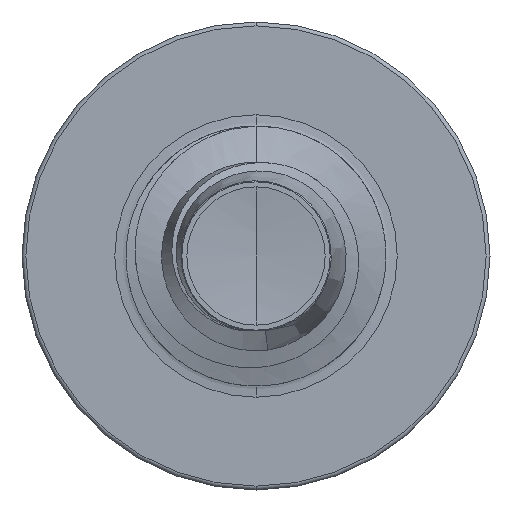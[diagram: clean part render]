
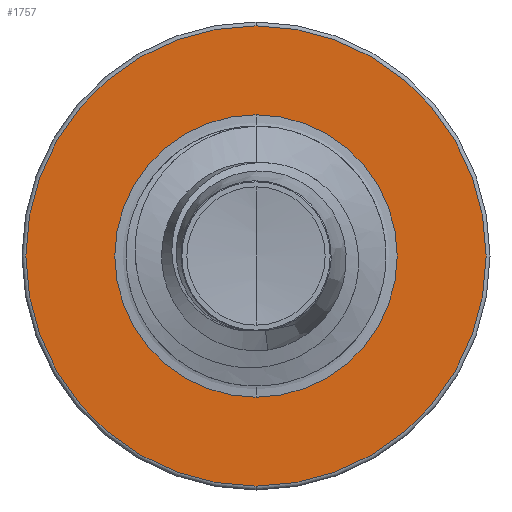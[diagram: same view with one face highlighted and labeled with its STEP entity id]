
A CAD part, front view. The second image highlights one B-rep face of the part: STEP entity #1757.
In plain terms, the highlighted planar face has unit normal (0, -1, 0).
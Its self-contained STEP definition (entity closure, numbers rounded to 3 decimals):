
#886 = FACE_BOUND ( 'NONE', #6363, .T. ) ;
#1124 = CARTESIAN_POINT ( 'NONE',  ( 0., 2.5, -1.086 ) ) ;
#1618 = DIRECTION ( 'NONE',  ( 0., 0., 1. ) ) ;
#1624 = DIRECTION ( 'NONE',  ( 0., 1., 0. ) ) ;
#1669 = CARTESIAN_POINT ( 'NONE',  ( 0., 2.5, -1.086 ) ) ;
#1757 = ADVANCED_FACE ( 'NONE', ( #3251, #886 ), #3117, .F. ) ;
#2267 = VERTEX_POINT ( 'NONE', #1124 ) ;
#2474 = CIRCLE ( 'NONE', #4009, 1.77 ) ;
#2677 = AXIS2_PLACEMENT_3D ( 'NONE', #7410, #7408, #7400 ) ;
#3117 = PLANE ( 'NONE',  #7106 ) ;
#3251 = FACE_OUTER_BOUND ( 'NONE', #5447, .T. ) ;
#3313 = CIRCLE ( 'NONE', #3851, 1.77 ) ;
#3851 = AXIS2_PLACEMENT_3D ( 'NONE', #5647, #5638, #5630 ) ;
#3865 = VERTEX_POINT ( 'NONE', #5869 ) ;
#4009 = AXIS2_PLACEMENT_3D ( 'NONE', #6585, #6563, #6549 ) ;
#4268 = EDGE_CURVE ( 'NONE', #3865, #2267, #7495, .T. ) ;
#4416 = CARTESIAN_POINT ( 'NONE',  ( 0., 2.5, -1.77 ) ) ;
#4423 = CARTESIAN_POINT ( 'NONE',  ( 0., 2.5, 1.77 ) ) ;
#5061 = CIRCLE ( 'NONE', #2677, 1.086 ) ;
#5307 = EDGE_CURVE ( 'NONE', #2267, #3865, #5061, .T. ) ;
#5403 = DIRECTION ( 'NONE',  ( 0., 0., 1. ) ) ;
#5408 = DIRECTION ( 'NONE',  ( 0., 1., 0. ) ) ;
#5409 = CARTESIAN_POINT ( 'NONE',  ( 0., 2.5, 0. ) ) ;
#5447 = EDGE_LOOP ( 'NONE', ( #6727, #6743 ) ) ;
#5571 = EDGE_CURVE ( 'NONE', #5937, #6009, #2474, .T. ) ;
#5630 = DIRECTION ( 'NONE',  ( 0., 0., 1. ) ) ;
#5638 = DIRECTION ( 'NONE',  ( 0., 1., 0. ) ) ;
#5647 = CARTESIAN_POINT ( 'NONE',  ( 0., 2.5, 0. ) ) ;
#5822 = EDGE_CURVE ( 'NONE', #6009, #5937, #3313, .T. ) ;
#5869 = CARTESIAN_POINT ( 'NONE',  ( 0., 2.5, 1.086 ) ) ;
#5937 = VERTEX_POINT ( 'NONE', #4423 ) ;
#6009 = VERTEX_POINT ( 'NONE', #4416 ) ;
#6186 = ORIENTED_EDGE ( 'NONE', *, *, #4268, .T. ) ;
#6269 = ORIENTED_EDGE ( 'NONE', *, *, #5307, .T. ) ;
#6363 = EDGE_LOOP ( 'NONE', ( #6186, #6269 ) ) ;
#6549 = DIRECTION ( 'NONE',  ( 0., 0., 1. ) ) ;
#6563 = DIRECTION ( 'NONE',  ( 0., 1., 0. ) ) ;
#6585 = CARTESIAN_POINT ( 'NONE',  ( 0., 2.5, 0. ) ) ;
#6727 = ORIENTED_EDGE ( 'NONE', *, *, #5571, .F. ) ;
#6743 = ORIENTED_EDGE ( 'NONE', *, *, #5822, .F. ) ;
#7106 = AXIS2_PLACEMENT_3D ( 'NONE', #1669, #1624, #1618 ) ;
#7400 = DIRECTION ( 'NONE',  ( 0., 0., 1. ) ) ;
#7408 = DIRECTION ( 'NONE',  ( 0., 1., 0. ) ) ;
#7410 = CARTESIAN_POINT ( 'NONE',  ( 0., 2.5, 0. ) ) ;
#7495 = CIRCLE ( 'NONE', #7520, 1.086 ) ;
#7520 = AXIS2_PLACEMENT_3D ( 'NONE', #5409, #5408, #5403 ) ;
